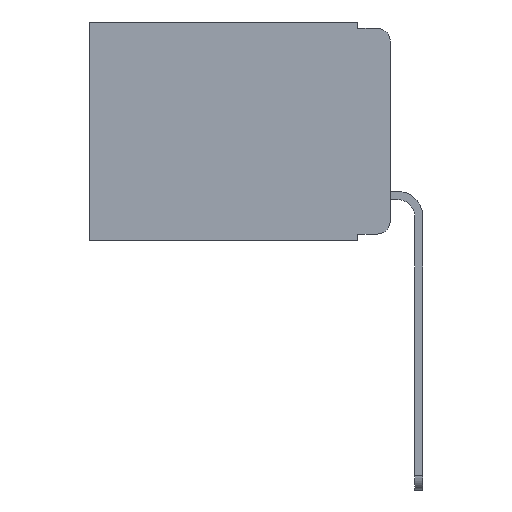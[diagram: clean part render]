
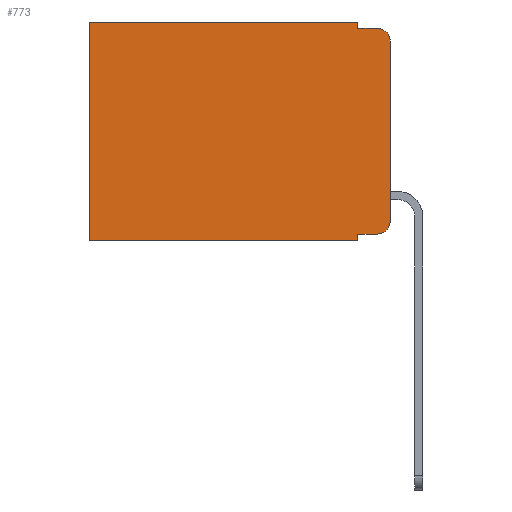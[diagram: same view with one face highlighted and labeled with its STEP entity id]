
A CAD part, left-side view. The second image highlights one B-rep face of the part: STEP entity #773.
In plain terms, the highlighted planar face has unit normal (-1, 0, 0).
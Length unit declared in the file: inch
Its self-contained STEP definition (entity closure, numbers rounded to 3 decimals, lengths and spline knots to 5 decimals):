
#13 = VERTEX_POINT ( 'NONE', #17568 ) ;
#319 = CIRCLE ( 'NONE', #16406, 0.02 ) ;
#560 = EDGE_CURVE ( 'NONE', #7321, #4354, #4675, .T. ) ;
#665 = DIRECTION ( 'NONE',  ( 0., 0., -1. ) ) ;
#671 = EDGE_CURVE ( 'NONE', #5805, #8851, #16583, .T. ) ;
#773 = ADVANCED_FACE ( 'NONE', ( #17024 ), #9775, .F. ) ;
#1308 = CARTESIAN_POINT ( 'NONE',  ( 0.298, 0.473, 0. ) ) ;
#1370 = EDGE_CURVE ( 'NONE', #17369, #7321, #13810, .T. ) ;
#1945 = VERTEX_POINT ( 'NONE', #4346 ) ;
#2698 = CARTESIAN_POINT ( 'NONE',  ( 0.298, 0., 0. ) ) ;
#3095 = CARTESIAN_POINT ( 'NONE',  ( 0.298, 0.051, -0.01 ) ) ;
#3495 = CARTESIAN_POINT ( 'NONE',  ( 0.298, 0.051, 0. ) ) ;
#3882 = EDGE_LOOP ( 'NONE', ( #14112, #18128, #7897, #11585, #15133, #15581, #8963, #15985, #6079, #6517 ) ) ;
#3951 = EDGE_CURVE ( 'NONE', #8851, #4354, #13928, .T. ) ;
#4346 = CARTESIAN_POINT ( 'NONE',  ( 0.298, 0., -0.313 ) ) ;
#4354 = VERTEX_POINT ( 'NONE', #5256 ) ;
#4362 = DIRECTION ( 'NONE',  ( -1., 0., 0. ) ) ;
#4542 = DIRECTION ( 'NONE',  ( 0., -1., 0. ) ) ;
#4675 = LINE ( 'NONE', #1308, #8018 ) ;
#5256 = CARTESIAN_POINT ( 'NONE',  ( 0.298, 0.473, -0.343 ) ) ;
#5533 = DIRECTION ( 'NONE',  ( 0., -1., 0. ) ) ;
#5615 = VERTEX_POINT ( 'NONE', #14003 ) ;
#5770 = CARTESIAN_POINT ( 'NONE',  ( 0.298, 0.02, -0.313 ) ) ;
#5805 = VERTEX_POINT ( 'NONE', #6300 ) ;
#6079 = ORIENTED_EDGE ( 'NONE', *, *, #17743, .T. ) ;
#6300 = CARTESIAN_POINT ( 'NONE',  ( 0.298, 0.051, -0.333 ) ) ;
#6355 = DIRECTION ( 'NONE',  ( 1., 0., 0. ) ) ;
#6359 = DIRECTION ( 'NONE',  ( 0., 0., -1. ) ) ;
#6517 = ORIENTED_EDGE ( 'NONE', *, *, #9914, .T. ) ;
#6824 = CARTESIAN_POINT ( 'NONE',  ( 0.298, 0.051, -0.343 ) ) ;
#7216 = VECTOR ( 'NONE', #5533, 39.37008 ) ;
#7217 = DIRECTION ( 'NONE',  ( 0., 0., -1. ) ) ;
#7321 = VERTEX_POINT ( 'NONE', #8197 ) ;
#7897 = ORIENTED_EDGE ( 'NONE', *, *, #16691, .F. ) ;
#7967 = VERTEX_POINT ( 'NONE', #18014 ) ;
#8018 = VECTOR ( 'NONE', #13112, 39.37008 ) ;
#8197 = CARTESIAN_POINT ( 'NONE',  ( 0.298, 0.473, 0. ) ) ;
#8504 = LINE ( 'NONE', #3095, #11563 ) ;
#8579 = CARTESIAN_POINT ( 'NONE',  ( 0.298, 0.051, 0. ) ) ;
#8631 = DIRECTION ( 'NONE',  ( 0., 1., 0. ) ) ;
#8730 = VECTOR ( 'NONE', #6359, 39.37008 ) ;
#8851 = VERTEX_POINT ( 'NONE', #6824 ) ;
#8963 = ORIENTED_EDGE ( 'NONE', *, *, #3951, .F. ) ;
#9516 = VECTOR ( 'NONE', #14976, 39.37008 ) ;
#9756 = CIRCLE ( 'NONE', #12638, 0.02 ) ;
#9775 = PLANE ( 'NONE',  #12466 ) ;
#9914 = EDGE_CURVE ( 'NONE', #7967, #1945, #319, .T. ) ;
#10120 = CARTESIAN_POINT ( 'NONE',  ( 0.298, 0., 0. ) ) ;
#10233 = CARTESIAN_POINT ( 'NONE',  ( 0.298, 0., -0.343 ) ) ;
#10262 = CARTESIAN_POINT ( 'NONE',  ( 0.298, 0.051, 0. ) ) ;
#10424 = VECTOR ( 'NONE', #12841, 39.37008 ) ;
#10663 = CARTESIAN_POINT ( 'NONE',  ( 0.298, 0.02, -0.01 ) ) ;
#10726 = VECTOR ( 'NONE', #8631, 39.37008 ) ;
#11023 = DIRECTION ( 'NONE',  ( 0., 0., -1. ) ) ;
#11563 = VECTOR ( 'NONE', #4542, 39.37008 ) ;
#11585 = ORIENTED_EDGE ( 'NONE', *, *, #16806, .F. ) ;
#12182 = LINE ( 'NONE', #3495, #8730 ) ;
#12290 = CARTESIAN_POINT ( 'NONE',  ( 0.298, 0.051, -0.333 ) ) ;
#12466 = AXIS2_PLACEMENT_3D ( 'NONE', #2698, #6355, #11023 ) ;
#12536 = CARTESIAN_POINT ( 'NONE',  ( 0.298, 0.02, -0.03 ) ) ;
#12638 = AXIS2_PLACEMENT_3D ( 'NONE', #12536, #4362, #13897 ) ;
#12841 = DIRECTION ( 'NONE',  ( 0., 1., 0. ) ) ;
#13112 = DIRECTION ( 'NONE',  ( 0., 0., -1. ) ) ;
#13360 = EDGE_CURVE ( 'NONE', #5615, #1945, #16853, .T. ) ;
#13810 = LINE ( 'NONE', #10120, #10726 ) ;
#13897 = DIRECTION ( 'NONE',  ( 0., 0., -1. ) ) ;
#13928 = LINE ( 'NONE', #10233, #10424 ) ;
#14003 = CARTESIAN_POINT ( 'NONE',  ( 0.298, 0., -0.03 ) ) ;
#14112 = ORIENTED_EDGE ( 'NONE', *, *, #13360, .F. ) ;
#14976 = DIRECTION ( 'NONE',  ( 0., 0., -1. ) ) ;
#15129 = VECTOR ( 'NONE', #665, 39.37008 ) ;
#15133 = ORIENTED_EDGE ( 'NONE', *, *, #1370, .T. ) ;
#15164 = VERTEX_POINT ( 'NONE', #10663 ) ;
#15221 = DIRECTION ( 'NONE',  ( -1., 0., 0. ) ) ;
#15581 = ORIENTED_EDGE ( 'NONE', *, *, #560, .T. ) ;
#15985 = ORIENTED_EDGE ( 'NONE', *, *, #671, .F. ) ;
#15994 = CARTESIAN_POINT ( 'NONE',  ( 0.298, 0., 0. ) ) ;
#16406 = AXIS2_PLACEMENT_3D ( 'NONE', #5770, #15221, #7217 ) ;
#16583 = LINE ( 'NONE', #8579, #9516 ) ;
#16599 = EDGE_CURVE ( 'NONE', #5615, #15164, #9756, .T. ) ;
#16691 = EDGE_CURVE ( 'NONE', #13, #15164, #8504, .T. ) ;
#16806 = EDGE_CURVE ( 'NONE', #17369, #13, #12182, .T. ) ;
#16853 = LINE ( 'NONE', #15994, #15129 ) ;
#17024 = FACE_OUTER_BOUND ( 'NONE', #3882, .T. ) ;
#17076 = LINE ( 'NONE', #12290, #7216 ) ;
#17369 = VERTEX_POINT ( 'NONE', #10262 ) ;
#17568 = CARTESIAN_POINT ( 'NONE',  ( 0.298, 0.051, -0.01 ) ) ;
#17743 = EDGE_CURVE ( 'NONE', #5805, #7967, #17076, .T. ) ;
#18014 = CARTESIAN_POINT ( 'NONE',  ( 0.298, 0.02, -0.333 ) ) ;
#18128 = ORIENTED_EDGE ( 'NONE', *, *, #16599, .T. ) ;
